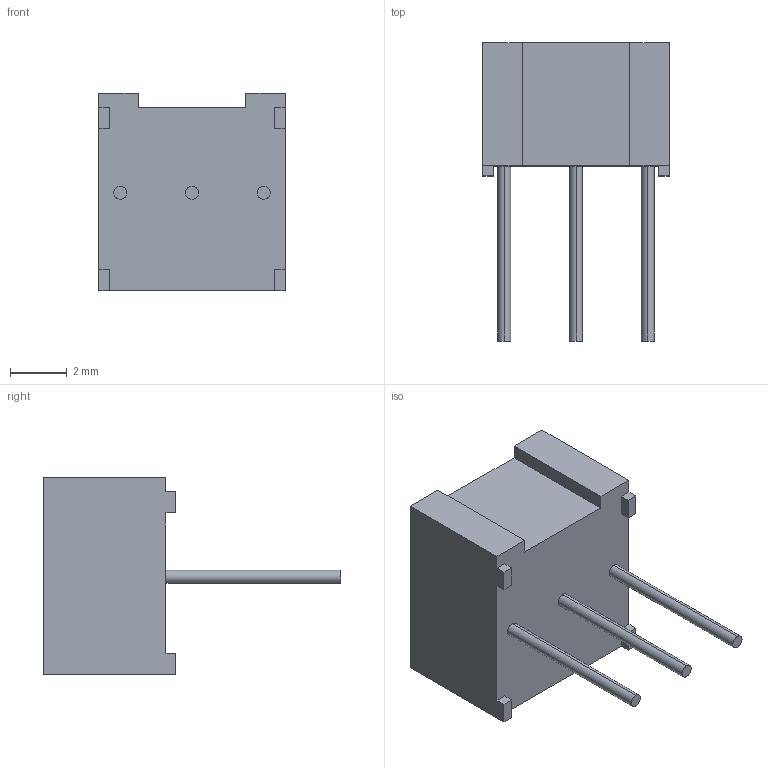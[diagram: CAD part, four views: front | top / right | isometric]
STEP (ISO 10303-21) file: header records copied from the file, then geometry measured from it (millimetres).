
FILE_DESCRIPTION (( 'STEP AP214' ), '1' );
FILE_NAME ('T73YU103KT20.STEP', '2022-08-30T09:03:13', ( '' ), ( '' ), 'SwSTEP 2.0', 'SolidWorks 2017', '' );
FILE_SCHEMA (( 'AUTOMOTIVE_DESIGN' ));
Length unit declared in the file: millimetre
Products named in the file (2): T73YU103KT20
Assembly tree (1 placements, depth 2):
  T73YU103KT20
    T73YU103KT20
Bounding box: 6.6 x 10.54 x 7 mm (x, y, z)
Volume: 195.3 mm3; surface area: 276.1 mm2
Topology: 5 solids, 5 shells, 115 faces, 307 edges, 204 vertices
Faces by surface type: plane 99, cylinder 12, cone 4
Entity records: 3675 total; most frequent: CARTESIAN_POINT 654, ORIENTED_EDGE 614, DIRECTION 597, EDGE_CURVE 307, LINE 239, VECTOR 239, VERTEX_POINT 204, AXIS2_PLACEMENT_3D 179
